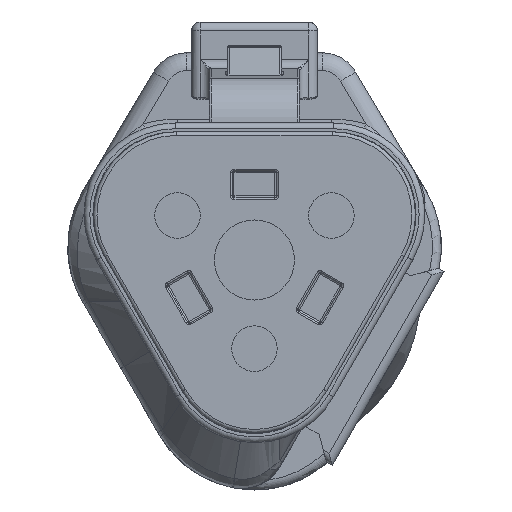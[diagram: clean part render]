
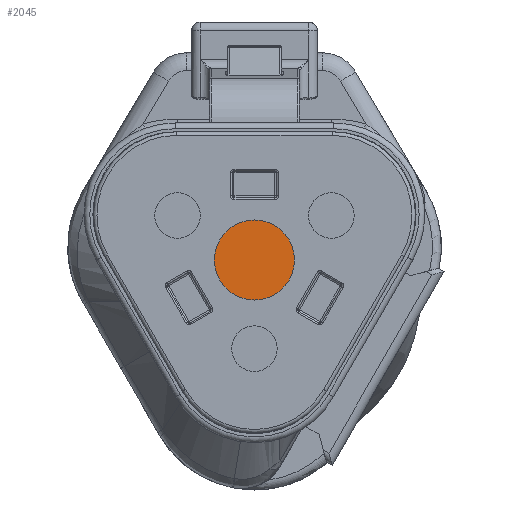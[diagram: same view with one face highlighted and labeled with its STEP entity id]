
A CAD part, front view. The second image highlights one B-rep face of the part: STEP entity #2045.
In plain terms, the highlighted planar face has unit normal (0, -1, 0).
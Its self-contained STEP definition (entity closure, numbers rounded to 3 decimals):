
#1199=PLANE('',#15244);
#2045=ADVANCED_FACE('',(#3240),#1199,.T.);
#3240=FACE_OUTER_BOUND('',#4174,.T.);
#4174=EDGE_LOOP('',(#9418));
#9418=ORIENTED_EDGE('',*,*,#12812,.F.);
#10826=VERTEX_POINT('',#32038);
#12812=EDGE_CURVE('',#10826,#10826,#13725,.T.);
#13725=CIRCLE('',#15243,2.25);
#15243=AXIS2_PLACEMENT_3D('',#32037,#18923,#18924);
#15244=AXIS2_PLACEMENT_3D('',#32039,#18925,#18926);
#18923=DIRECTION('',(0.,1.,0.));
#18924=DIRECTION('',(1.,0.,0.));
#18925=DIRECTION('',(0.,-1.,0.));
#18926=DIRECTION('',(0.,0.,-1.));
#32037=CARTESIAN_POINT('',(0.,7.9,0.));
#32038=CARTESIAN_POINT('',(2.25,7.9,0.));
#32039=CARTESIAN_POINT('',(0.,7.9,0.));
